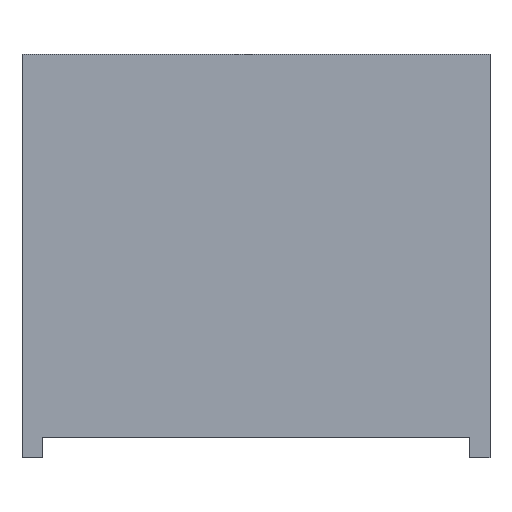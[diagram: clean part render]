
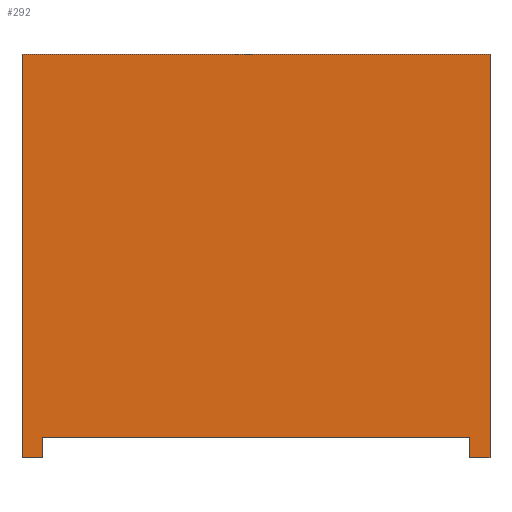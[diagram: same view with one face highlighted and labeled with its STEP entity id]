
A CAD part, front view. The second image highlights one B-rep face of the part: STEP entity #292.
In plain terms, the highlighted planar face has unit normal (0, -1, 0).
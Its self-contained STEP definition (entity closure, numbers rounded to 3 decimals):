
#106 = VERTEX_POINT('',#107);
#107 = CARTESIAN_POINT('',(-5.8,-1.,0.));
#113 = EDGE_CURVE('',#114,#106,#116,.T.);
#114 = VERTEX_POINT('',#115);
#115 = CARTESIAN_POINT('',(-5.3,-1.,0.));
#116 = LINE('',#117,#118);
#117 = CARTESIAN_POINT('',(5.8,-1.,0.));
#118 = VECTOR('',#119,1.);
#119 = DIRECTION('',(-1.,0.,0.));
#137 = VERTEX_POINT('',#138);
#138 = CARTESIAN_POINT('',(-5.3,-1.,0.5));
#144 = EDGE_CURVE('',#114,#137,#145,.T.);
#145 = LINE('',#146,#147);
#146 = CARTESIAN_POINT('',(-5.3,-1.,0.));
#147 = VECTOR('',#148,1.);
#148 = DIRECTION('',(0.,0.,1.));
#159 = EDGE_CURVE('',#137,#160,#162,.T.);
#160 = VERTEX_POINT('',#161);
#161 = CARTESIAN_POINT('',(5.3,-1.,0.5));
#162 = LINE('',#163,#164);
#163 = CARTESIAN_POINT('',(-5.3,-1.,0.5));
#164 = VECTOR('',#165,1.);
#165 = DIRECTION('',(1.,0.,0.));
#183 = EDGE_CURVE('',#184,#160,#186,.T.);
#184 = VERTEX_POINT('',#185);
#185 = CARTESIAN_POINT('',(5.3,-1.,0.));
#186 = LINE('',#187,#188);
#187 = CARTESIAN_POINT('',(5.3,-1.,0.));
#188 = VECTOR('',#189,1.);
#189 = DIRECTION('',(0.,0.,1.));
#209 = EDGE_CURVE('',#210,#184,#212,.T.);
#210 = VERTEX_POINT('',#211);
#211 = CARTESIAN_POINT('',(5.8,-1.,0.));
#212 = LINE('',#213,#214);
#213 = CARTESIAN_POINT('',(5.8,-1.,0.));
#214 = VECTOR('',#215,1.);
#215 = DIRECTION('',(-1.,0.,0.));
#233 = VERTEX_POINT('',#234);
#234 = CARTESIAN_POINT('',(5.8,-1.,10.));
#240 = EDGE_CURVE('',#210,#233,#241,.T.);
#241 = LINE('',#242,#243);
#242 = CARTESIAN_POINT('',(5.8,-1.,0.));
#243 = VECTOR('',#244,1.);
#244 = DIRECTION('',(0.,0.,1.));
#257 = EDGE_CURVE('',#233,#258,#260,.T.);
#258 = VERTEX_POINT('',#259);
#259 = CARTESIAN_POINT('',(-5.8,-1.,10.));
#260 = LINE('',#261,#262);
#261 = CARTESIAN_POINT('',(5.8,-1.,10.));
#262 = VECTOR('',#263,1.);
#263 = DIRECTION('',(-1.,0.,0.));
#279 = EDGE_CURVE('',#106,#258,#280,.T.);
#280 = LINE('',#281,#282);
#281 = CARTESIAN_POINT('',(-5.8,-1.,0.));
#282 = VECTOR('',#283,1.);
#283 = DIRECTION('',(0.,0.,1.));
#292 = ADVANCED_FACE('',(#293),#303,.T.);
#293 = FACE_BOUND('',#294,.T.);
#294 = EDGE_LOOP('',(#295,#296,#297,#298,#299,#300,#301,#302));
#295 = ORIENTED_EDGE('',*,*,#209,.F.);
#296 = ORIENTED_EDGE('',*,*,#240,.T.);
#297 = ORIENTED_EDGE('',*,*,#257,.T.);
#298 = ORIENTED_EDGE('',*,*,#279,.F.);
#299 = ORIENTED_EDGE('',*,*,#113,.F.);
#300 = ORIENTED_EDGE('',*,*,#144,.T.);
#301 = ORIENTED_EDGE('',*,*,#159,.T.);
#302 = ORIENTED_EDGE('',*,*,#183,.F.);
#303 = PLANE('',#304);
#304 = AXIS2_PLACEMENT_3D('',#305,#306,#307);
#305 = CARTESIAN_POINT('',(5.8,-1.,0.));
#306 = DIRECTION('',(0.,-1.,0.));
#307 = DIRECTION('',(-1.,0.,0.));
